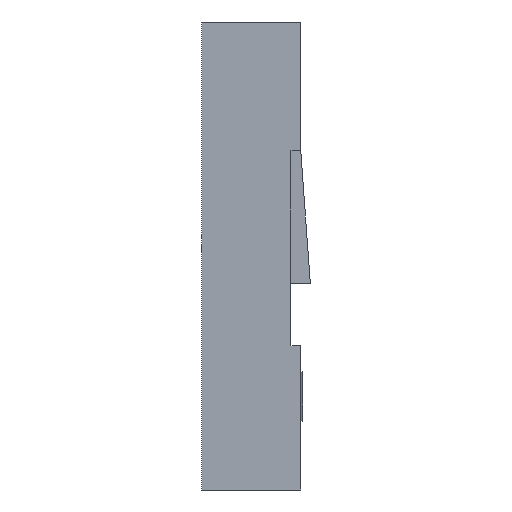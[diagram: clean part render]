
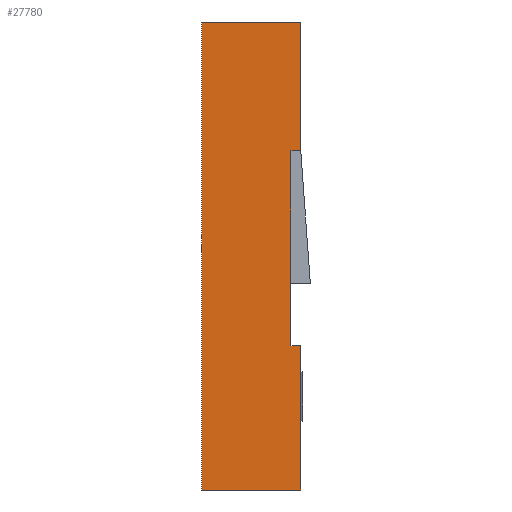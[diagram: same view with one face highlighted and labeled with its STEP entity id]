
A CAD part, left-side view. The second image highlights one B-rep face of the part: STEP entity #27780.
In plain terms, the highlighted planar face has unit normal (-1, 0, 0).
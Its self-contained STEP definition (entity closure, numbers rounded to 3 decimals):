
#35 = DIRECTION ( 'NONE',  ( 0., -1., 0. ) ) ;
#371 = LINE ( 'NONE', #28335, #5197 ) ;
#1174 = DIRECTION ( 'NONE',  ( 0., 0., 1. ) ) ;
#1540 = CARTESIAN_POINT ( 'NONE',  ( -26.67, -1.27, 3.7 ) ) ;
#3226 = AXIS2_PLACEMENT_3D ( 'NONE', #23891, #20947, #15501 ) ;
#3312 = ORIENTED_EDGE ( 'NONE', *, *, #11097, .F. ) ;
#4088 = VECTOR ( 'NONE', #6355, 1000. ) ;
#4451 = VECTOR ( 'NONE', #35, 1000. ) ;
#4661 = ORIENTED_EDGE ( 'NONE', *, *, #14514, .T. ) ;
#4990 = CARTESIAN_POINT ( 'NONE',  ( -26.67, -1.27, 8.7 ) ) ;
#5033 = CARTESIAN_POINT ( 'NONE',  ( -26.67, -1.02, 3.7 ) ) ;
#5197 = VECTOR ( 'NONE', #34001, 1000. ) ;
#5771 = CARTESIAN_POINT ( 'NONE',  ( -26.67, -1.27, 0. ) ) ;
#5772 = VECTOR ( 'NONE', #16264, 1000. ) ;
#6355 = DIRECTION ( 'NONE',  ( 0., -1., 0. ) ) ;
#6978 = ORIENTED_EDGE ( 'NONE', *, *, #7372, .F. ) ;
#7292 = VERTEX_POINT ( 'NONE', #8559 ) ;
#7324 = ORIENTED_EDGE ( 'NONE', *, *, #25071, .T. ) ;
#7354 = LINE ( 'NONE', #16130, #22800 ) ;
#7372 = EDGE_CURVE ( 'NONE', #12233, #25221, #24038, .T. ) ;
#7747 = DIRECTION ( 'NONE',  ( 0., -1., 0. ) ) ;
#8559 = CARTESIAN_POINT ( 'NONE',  ( -26.67, -1.02, 8.7 ) ) ;
#8825 = LINE ( 'NONE', #19245, #5772 ) ;
#9411 = DIRECTION ( 'NONE',  ( 0., 0., -1. ) ) ;
#9534 = CARTESIAN_POINT ( 'NONE',  ( -26.67, 0., 0. ) ) ;
#10540 = EDGE_CURVE ( 'NONE', #11224, #25221, #26576, .T. ) ;
#10573 = VECTOR ( 'NONE', #12528, 1000. ) ;
#10639 = EDGE_CURVE ( 'NONE', #21080, #7292, #36180, .T. ) ;
#11097 = EDGE_CURVE ( 'NONE', #21080, #12233, #22946, .T. ) ;
#11224 = VERTEX_POINT ( 'NONE', #21093 ) ;
#11703 = FACE_OUTER_BOUND ( 'NONE', #23313, .T. ) ;
#11890 = LINE ( 'NONE', #27863, #4451 ) ;
#12031 = VERTEX_POINT ( 'NONE', #31258 ) ;
#12185 = CARTESIAN_POINT ( 'NONE',  ( -26.67, 4.588, 3.7 ) ) ;
#12233 = VERTEX_POINT ( 'NONE', #1540 ) ;
#12528 = DIRECTION ( 'NONE',  ( 0., -1., 0. ) ) ;
#14514 = EDGE_CURVE ( 'NONE', #7292, #33666, #11890, .T. ) ;
#15501 = DIRECTION ( 'NONE',  ( 0., 1., 0. ) ) ;
#15570 = CARTESIAN_POINT ( 'NONE',  ( -26.67, -1.02, 8.7 ) ) ;
#16130 = CARTESIAN_POINT ( 'NONE',  ( -26.67, 0., 12. ) ) ;
#16264 = DIRECTION ( 'NONE',  ( 0., 0., -1. ) ) ;
#17937 = CARTESIAN_POINT ( 'NONE',  ( -26.67, -1.27, 12. ) ) ;
#18614 = EDGE_CURVE ( 'NONE', #20378, #33666, #371, .T. ) ;
#19245 = CARTESIAN_POINT ( 'NONE',  ( -26.67, 1.27, 12. ) ) ;
#20378 = VERTEX_POINT ( 'NONE', #17937 ) ;
#20947 = DIRECTION ( 'NONE',  ( 1., 0., 0. ) ) ;
#21080 = VERTEX_POINT ( 'NONE', #5033 ) ;
#21093 = CARTESIAN_POINT ( 'NONE',  ( -26.67, 1.27, 0. ) ) ;
#22129 = ORIENTED_EDGE ( 'NONE', *, *, #10540, .T. ) ;
#22800 = VECTOR ( 'NONE', #7747, 1000. ) ;
#22946 = LINE ( 'NONE', #12185, #10573 ) ;
#23313 = EDGE_LOOP ( 'NONE', ( #30593, #4661, #27882, #34712, #7324, #22129, #6978, #3312 ) ) ;
#23371 = CARTESIAN_POINT ( 'NONE',  ( -26.67, -1.27, 12. ) ) ;
#23891 = CARTESIAN_POINT ( 'NONE',  ( -26.67, 0., 12. ) ) ;
#24038 = LINE ( 'NONE', #23371, #29350 ) ;
#25071 = EDGE_CURVE ( 'NONE', #12031, #11224, #8825, .T. ) ;
#25221 = VERTEX_POINT ( 'NONE', #5771 ) ;
#26218 = EDGE_CURVE ( 'NONE', #12031, #20378, #7354, .T. ) ;
#26576 = LINE ( 'NONE', #9534, #4088 ) ;
#27780 = ADVANCED_FACE ( 'NONE', ( #11703 ), #34704, .F. ) ;
#27863 = CARTESIAN_POINT ( 'NONE',  ( -26.67, 4.588, 8.7 ) ) ;
#27882 = ORIENTED_EDGE ( 'NONE', *, *, #18614, .F. ) ;
#28300 = VECTOR ( 'NONE', #1174, 1000. ) ;
#28335 = CARTESIAN_POINT ( 'NONE',  ( -26.67, -1.27, 12. ) ) ;
#29350 = VECTOR ( 'NONE', #9411, 1000. ) ;
#30593 = ORIENTED_EDGE ( 'NONE', *, *, #10639, .T. ) ;
#31258 = CARTESIAN_POINT ( 'NONE',  ( -26.67, 1.27, 12. ) ) ;
#33666 = VERTEX_POINT ( 'NONE', #4990 ) ;
#34001 = DIRECTION ( 'NONE',  ( 0., 0., -1. ) ) ;
#34704 = PLANE ( 'NONE',  #3226 ) ;
#34712 = ORIENTED_EDGE ( 'NONE', *, *, #26218, .F. ) ;
#36180 = LINE ( 'NONE', #15570, #28300 ) ;
